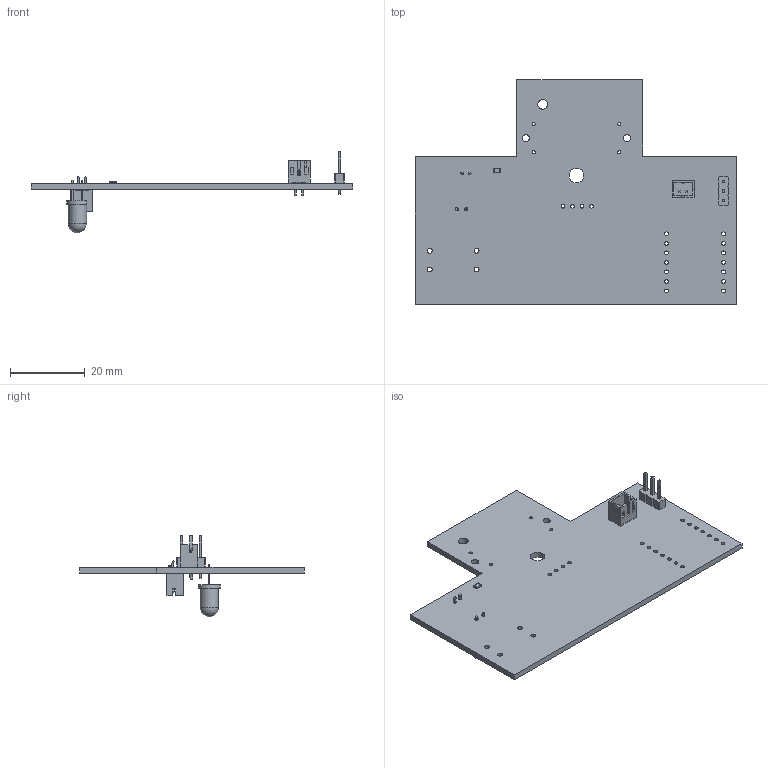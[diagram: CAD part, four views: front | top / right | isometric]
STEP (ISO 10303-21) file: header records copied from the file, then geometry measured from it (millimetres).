
FILE_DESCRIPTION(('KiCad electronic assembly'),'2;1');
FILE_NAME('hwsw_final_pcb.v5.step','2025-02-27T22:02:28',('Pcbnew'),( 'Kicad'),'Open CASCADE STEP processor 7.8','KiCad to STEP converter' ,'Unknown');
FILE_SCHEMA(('AUTOMOTIVE_DESIGN { 1 0 10303 214 1 1 1 1 }'));
Length unit declared in the file: millimetre
Products named in the file (10): hwsw_final_pcb.v5 1; R_0805_2012Metric; PinHeader_1x03_P2.54mm_Vertical; PinHeader_1x03_P254mm_Vertical; JST_PH_B2B-PH-K_1x02_P2.00mm_Vertical; JST_B2B_PH_K; LED_D5.0mm; _autosave-hwsw_final_pcb.v5_PCB
Assembly tree (10 placements, depth 3):
  hwsw_final_pcb.v5 1
    R_0805_2012Metric
      R_0805_2012Metric
    PinHeader_1x03_P2.54mm_Vertical
      PinHeader_1x03_P254mm_Vertical
    JST_PH_B2B-PH-K_1x02_P2.00mm_Vertical  x2
      JST_B2B_PH_K
    LED_D5.0mm
      LED_D5.0mm
    _autosave-hwsw_final_pcb.v5_PCB
Bounding box: 86 x 60 x 21.84 mm (x, y, z)
Volume: 6842 mm3; surface area: 9655.4 mm2
Topology: 6 solids, 6 shells, 353 faces, 936 edges, 609 vertices
Faces by surface type: plane 299, cylinder 53, sphere 1
Full cylindrical faces by diameter (mm): 0.75 x4, 0.85 x4, 0.9 x2, 1 x7, 1.016 x14, 1.3 x4, 1.9 x2, 2.6 x1, 3.9 x1, 4.9 x1
Entity records: 9700 total; most frequent: CARTESIAN_POINT 1391, ORIENTED_EDGE 1358, DIRECTION 1324, EDGE_CURVE 679, LINE 576, VECTOR 576, VERTEX_POINT 441, AXIS2_PLACEMENT_3D 374
